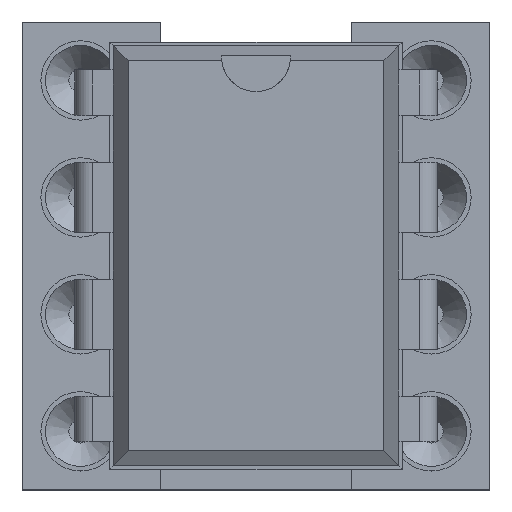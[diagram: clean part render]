
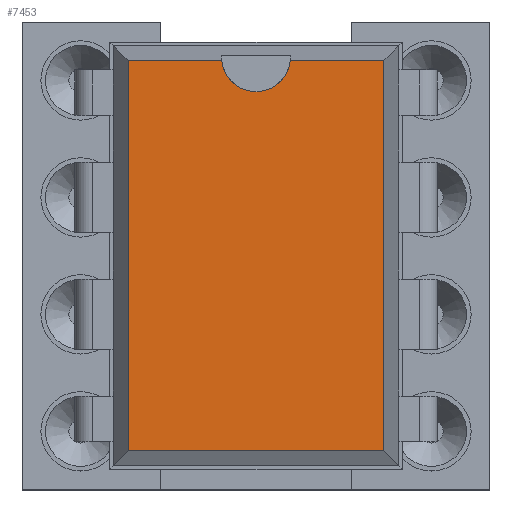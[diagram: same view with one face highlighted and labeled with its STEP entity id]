
A CAD part, top view. The second image highlights one B-rep face of the part: STEP entity #7453.
In plain terms, the highlighted planar face has unit normal (0, 0, 1).
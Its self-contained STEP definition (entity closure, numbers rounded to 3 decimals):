
#5541 = VERTEX_POINT('',#5542);
#5542 = CARTESIAN_POINT('',(6.586,0.426,7.28));
#5547 = EDGE_CURVE('',#5548,#5541,#5550,.T.);
#5548 = VERTEX_POINT('',#5549);
#5549 = CARTESIAN_POINT('',(6.586,-8.046,7.28));
#5550 = LINE('',#5551,#5552);
#5551 = CARTESIAN_POINT('',(6.586,-8.046,7.28));
#5552 = VECTOR('',#5553,1.);
#5553 = DIRECTION('',(0.,1.,0.));
#6307 = VERTEX_POINT('',#6308);
#6308 = CARTESIAN_POINT('',(1.034,0.426,7.28));
#6313 = EDGE_CURVE('',#6314,#6307,#6316,.T.);
#6314 = VERTEX_POINT('',#6315);
#6315 = CARTESIAN_POINT('',(3.064,0.426,7.28));
#6316 = LINE('',#6317,#6318);
#6317 = CARTESIAN_POINT('',(6.586,0.426,7.28));
#6318 = VECTOR('',#6319,1.);
#6319 = DIRECTION('',(-1.,0.,0.));
#6534 = VERTEX_POINT('',#6535);
#6535 = CARTESIAN_POINT('',(4.556,0.426,7.28));
#6639 = EDGE_CURVE('',#5541,#6534,#6640,.T.);
#6640 = LINE('',#6641,#6642);
#6641 = CARTESIAN_POINT('',(6.586,0.426,7.28));
#6642 = VECTOR('',#6643,1.);
#6643 = DIRECTION('',(-1.,0.,0.));
#6683 = VERTEX_POINT('',#6684);
#6684 = CARTESIAN_POINT('',(1.034,-8.046,7.28));
#6689 = EDGE_CURVE('',#6307,#6683,#6690,.T.);
#6690 = LINE('',#6691,#6692);
#6691 = CARTESIAN_POINT('',(1.034,0.426,7.28));
#6692 = VECTOR('',#6693,1.);
#6693 = DIRECTION('',(0.,-1.,0.));
#7442 = EDGE_CURVE('',#6683,#5548,#7443,.T.);
#7443 = LINE('',#7444,#7445);
#7444 = CARTESIAN_POINT('',(1.034,-8.046,7.28));
#7445 = VECTOR('',#7446,1.);
#7446 = DIRECTION('',(1.,0.,0.));
#7453 = ADVANCED_FACE('',(#7454),#7477,.F.);
#7454 = FACE_BOUND('',#7455,.F.);
#7455 = EDGE_LOOP('',(#7456,#7457,#7458,#7459,#7460,#7469,#7476));
#7456 = ORIENTED_EDGE('',*,*,#5547,.F.);
#7457 = ORIENTED_EDGE('',*,*,#7442,.F.);
#7458 = ORIENTED_EDGE('',*,*,#6689,.F.);
#7459 = ORIENTED_EDGE('',*,*,#6313,.F.);
#7460 = ORIENTED_EDGE('',*,*,#7461,.F.);
#7461 = EDGE_CURVE('',#7462,#6314,#7464,.T.);
#7462 = VERTEX_POINT('',#7463);
#7463 = CARTESIAN_POINT('',(3.81,-0.249,7.28));
#7464 = CIRCLE('',#7465,0.75);
#7465 = AXIS2_PLACEMENT_3D('',#7466,#7467,#7468);
#7466 = CARTESIAN_POINT('',(3.81,0.501,7.28));
#7467 = DIRECTION('',(0.,0.,-1.));
#7468 = DIRECTION('',(0.,-1.,0.));
#7469 = ORIENTED_EDGE('',*,*,#7470,.F.);
#7470 = EDGE_CURVE('',#6534,#7462,#7471,.T.);
#7471 = CIRCLE('',#7472,0.75);
#7472 = AXIS2_PLACEMENT_3D('',#7473,#7474,#7475);
#7473 = CARTESIAN_POINT('',(3.81,0.501,7.28));
#7474 = DIRECTION('',(0.,0.,-1.));
#7475 = DIRECTION('',(0.,-1.,0.));
#7476 = ORIENTED_EDGE('',*,*,#6639,.F.);
#7477 = PLANE('',#7478);
#7478 = AXIS2_PLACEMENT_3D('',#7479,#7480,#7481);
#7479 = CARTESIAN_POINT('',(6.586,-8.046,7.28));
#7480 = DIRECTION('',(0.,0.,-1.));
#7481 = DIRECTION('',(-0.548,0.836,0.));
